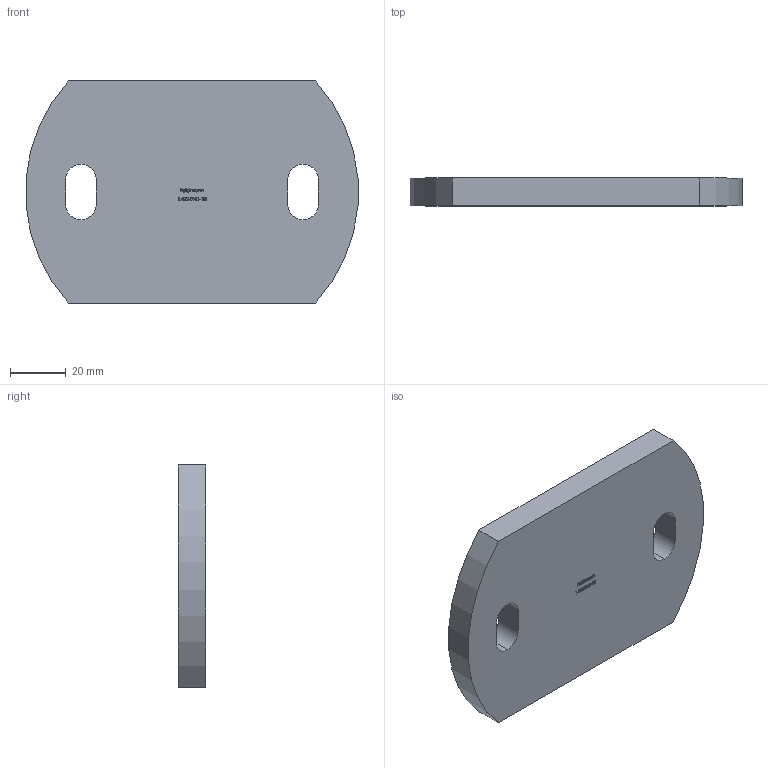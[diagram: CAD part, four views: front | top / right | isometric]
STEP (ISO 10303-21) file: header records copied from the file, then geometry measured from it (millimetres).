
FILE_DESCRIPTION (( 'STEP AP203' ), '1' );
FILE_NAME ('1422-240-10.step', '2020-10-22T11:42:48', ( '' ), ( '' ), 'SwSTEP 2.0', 'SolidWorks 2018', '' );
FILE_SCHEMA (( 'CONFIG_CONTROL_DESIGN' ));
Length unit declared in the file: millimetre
Products named in the file (2): 1422-240-10
Bounding box: 119.6 x 10 x 80 mm (x, y, z)
Volume: 84338.4 mm3; surface area: 21464.5 mm2
Topology: 1 solids, 1 shells, 244 faces, 648 edges, 432 vertices
Faces by surface type: plane 152, bspline 84, cylinder 8
Entity records: 12447 total; most frequent: CARTESIAN_POINT 6770, ORIENTED_EDGE 1296, DIRECTION 820, EDGE_CURVE 648, VECTOR 464, LINE 464, VERTEX_POINT 432, EDGE_LOOP 274
